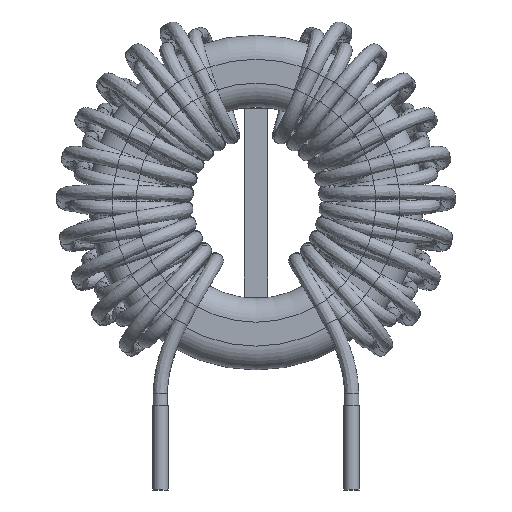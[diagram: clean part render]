
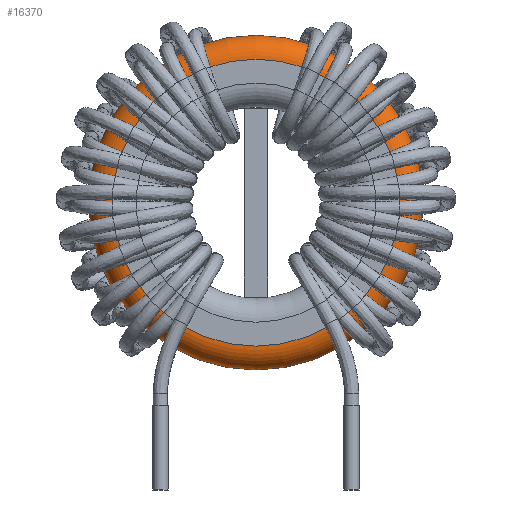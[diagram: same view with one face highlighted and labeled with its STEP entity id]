
A CAD part, left-side view. The second image highlights one B-rep face of the part: STEP entity #16370.
In plain terms, the highlighted toroidal (fillet/blend) face has major radius 4.2 mm and minor radius 0.7 mm.
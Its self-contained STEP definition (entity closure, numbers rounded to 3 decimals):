
#16354 = EDGE_CURVE('',#16355,#16355,#16357,.T.);
#16355 = VERTEX_POINT('',#16356);
#16356 = CARTESIAN_POINT('',(-1.4,0.,10.5));
#16357 = CIRCLE('',#16358,4.2);
#16358 = AXIS2_PLACEMENT_3D('',#16359,#16360,#16361);
#16359 = CARTESIAN_POINT('',(-1.4,0.,6.3));
#16360 = DIRECTION('',(1.,-0.,0.));
#16361 = DIRECTION('',(0.,0.,-1.));
#16370 = ADVANCED_FACE('',(#16371),#16391,.T.);
#16371 = FACE_BOUND('',#16372,.T.);
#16372 = EDGE_LOOP('',(#16373,#16382,#16389,#16390));
#16373 = ORIENTED_EDGE('',*,*,#16374,.F.);
#16374 = EDGE_CURVE('',#16375,#16375,#16377,.T.);
#16375 = VERTEX_POINT('',#16376);
#16376 = CARTESIAN_POINT('',(-0.7,0.,11.2));
#16377 = CIRCLE('',#16378,4.9);
#16378 = AXIS2_PLACEMENT_3D('',#16379,#16380,#16381);
#16379 = CARTESIAN_POINT('',(-0.7,0.,6.3));
#16380 = DIRECTION('',(1.,-0.,0.));
#16381 = DIRECTION('',(0.,0.,-1.));
#16382 = ORIENTED_EDGE('',*,*,#16383,.T.);
#16383 = EDGE_CURVE('',#16375,#16355,#16384,.T.);
#16384 = CIRCLE('',#16385,0.7);
#16385 = AXIS2_PLACEMENT_3D('',#16386,#16387,#16388);
#16386 = CARTESIAN_POINT('',(-0.7,0.,10.5));
#16387 = DIRECTION('',(-0.,-1.,0.));
#16388 = DIRECTION('',(0.,0.,1.));
#16389 = ORIENTED_EDGE('',*,*,#16354,.T.);
#16390 = ORIENTED_EDGE('',*,*,#16383,.F.);
#16391 = TOROIDAL_SURFACE('',#16392,4.2,0.7);
#16392 = AXIS2_PLACEMENT_3D('',#16393,#16394,#16395);
#16393 = CARTESIAN_POINT('',(-0.7,0.,6.3));
#16394 = DIRECTION('',(1.,0.,0.));
#16395 = DIRECTION('',(0.,0.,-1.));
